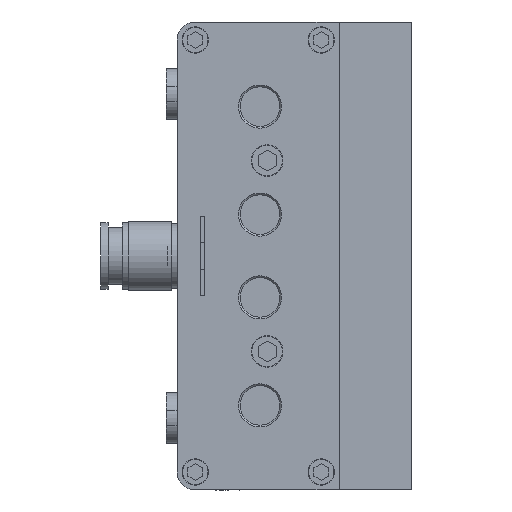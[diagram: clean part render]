
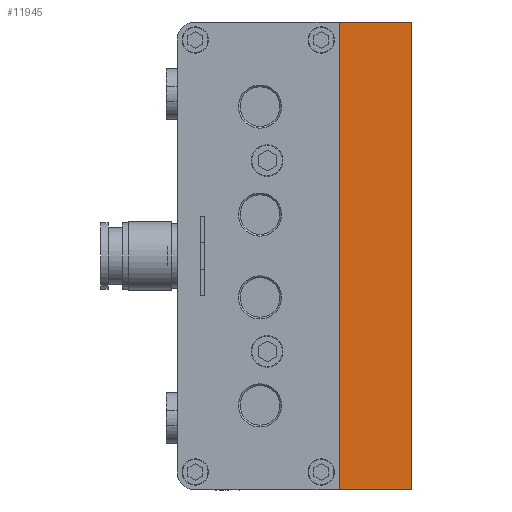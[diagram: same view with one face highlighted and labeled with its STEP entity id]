
A CAD part, left-side view. The second image highlights one B-rep face of the part: STEP entity #11945.
In plain terms, the highlighted planar face has unit normal (-1, 0, 0).
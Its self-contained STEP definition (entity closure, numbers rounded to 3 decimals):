
#1799 = EDGE_CURVE ( 'NONE', #35601, #18767, #19724, .T. ) ;
#2057 = FACE_OUTER_BOUND ( 'NONE', #2828, .T. ) ;
#2828 = EDGE_LOOP ( 'NONE', ( #8150, #15595, #20653, #33822 ) ) ;
#3983 = CARTESIAN_POINT ( 'NONE',  ( -473., -20., -65. ) ) ;
#4781 = AXIS2_PLACEMENT_3D ( 'NONE', #4904, #19878, #5263 ) ;
#4904 = CARTESIAN_POINT ( 'NONE',  ( -473., -20., 65. ) ) ;
#5242 = CARTESIAN_POINT ( 'NONE',  ( -473., -20., 65. ) ) ;
#5263 = DIRECTION ( 'NONE',  ( 0., 0., -1. ) ) ;
#6757 = CARTESIAN_POINT ( 'NONE',  ( -473., -20., 65. ) ) ;
#8150 = ORIENTED_EDGE ( 'NONE', *, *, #1799, .T. ) ;
#10507 = LINE ( 'NONE', #24572, #17556 ) ;
#11094 = VECTOR ( 'NONE', #21634, 1000. ) ;
#11945 = ADVANCED_FACE ( 'NONE', ( #2057 ), #33971, .F. ) ;
#13659 = CARTESIAN_POINT ( 'NONE',  ( -473., 0., 65. ) ) ;
#15595 = ORIENTED_EDGE ( 'NONE', *, *, #37596, .F. ) ;
#16822 = DIRECTION ( 'NONE',  ( 0., 1., 0. ) ) ;
#17556 = VECTOR ( 'NONE', #36540, 1000. ) ;
#18767 = VERTEX_POINT ( 'NONE', #33790 ) ;
#19324 = VERTEX_POINT ( 'NONE', #6757 ) ;
#19724 = LINE ( 'NONE', #13659, #33932 ) ;
#19878 = DIRECTION ( 'NONE',  ( 1., 0., 0. ) ) ;
#20653 = ORIENTED_EDGE ( 'NONE', *, *, #34135, .F. ) ;
#21634 = DIRECTION ( 'NONE',  ( 0., 1., 0. ) ) ;
#23562 = VERTEX_POINT ( 'NONE', #24760 ) ;
#24572 = CARTESIAN_POINT ( 'NONE',  ( -473., -20., 65. ) ) ;
#24760 = CARTESIAN_POINT ( 'NONE',  ( -473., -20., -65. ) ) ;
#28295 = DIRECTION ( 'NONE',  ( 0., 0., -1. ) ) ;
#28618 = LINE ( 'NONE', #5242, #37515 ) ;
#29683 = EDGE_CURVE ( 'NONE', #19324, #35601, #28618, .T. ) ;
#30195 = LINE ( 'NONE', #3983, #11094 ) ;
#32495 = CARTESIAN_POINT ( 'NONE',  ( -473., 0., 65. ) ) ;
#33790 = CARTESIAN_POINT ( 'NONE',  ( -473., 0., -65. ) ) ;
#33822 = ORIENTED_EDGE ( 'NONE', *, *, #29683, .T. ) ;
#33932 = VECTOR ( 'NONE', #28295, 1000. ) ;
#33971 = PLANE ( 'NONE',  #4781 ) ;
#34135 = EDGE_CURVE ( 'NONE', #19324, #23562, #10507, .T. ) ;
#35601 = VERTEX_POINT ( 'NONE', #32495 ) ;
#36540 = DIRECTION ( 'NONE',  ( 0., 0., -1. ) ) ;
#37515 = VECTOR ( 'NONE', #16822, 1000. ) ;
#37596 = EDGE_CURVE ( 'NONE', #23562, #18767, #30195, .T. ) ;
